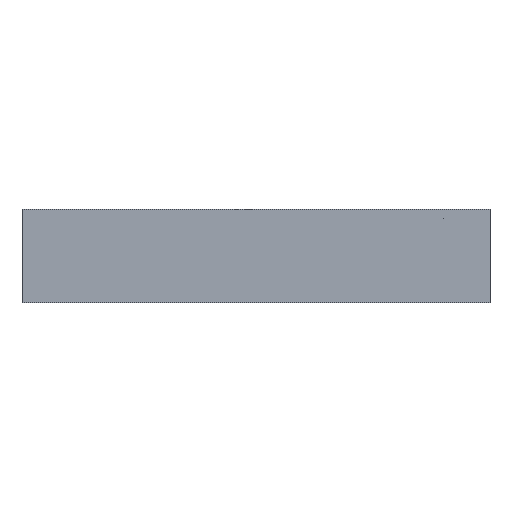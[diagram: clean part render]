
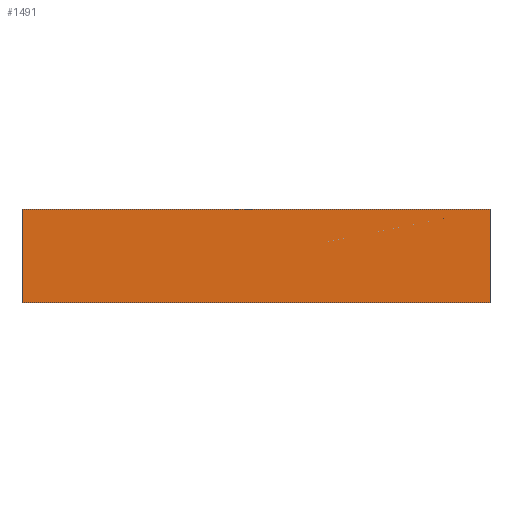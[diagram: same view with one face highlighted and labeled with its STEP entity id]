
A CAD part, front view. The second image highlights one B-rep face of the part: STEP entity #1491.
In plain terms, the highlighted planar face has unit normal (0, -1, 0).
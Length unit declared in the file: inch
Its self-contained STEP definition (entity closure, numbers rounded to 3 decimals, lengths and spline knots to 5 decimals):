
#119=FACE_OUTER_BOUND('',#215,.T.);
#215=EDGE_LOOP('',(#1343,#1344,#1345,#1346));
#319=LINE('',#2154,#515);
#353=LINE('',#2227,#549);
#411=LINE('',#2351,#607);
#412=LINE('',#2352,#608);
#515=VECTOR('',#1761,0.3937);
#549=VECTOR('',#1805,0.3937);
#607=VECTOR('',#1937,0.3937);
#608=VECTOR('',#1938,0.3937);
#681=VERTEX_POINT('',#2150);
#683=VERTEX_POINT('',#2153);
#714=VERTEX_POINT('',#2220);
#717=VERTEX_POINT('',#2225);
#847=EDGE_CURVE('',#683,#681,#319,.T.);
#885=EDGE_CURVE('',#717,#714,#353,.T.);
#947=EDGE_CURVE('',#681,#714,#411,.T.);
#948=EDGE_CURVE('',#683,#717,#412,.T.);
#1343=ORIENTED_EDGE('',*,*,#847,.T.);
#1344=ORIENTED_EDGE('',*,*,#947,.T.);
#1345=ORIENTED_EDGE('',*,*,#885,.F.);
#1346=ORIENTED_EDGE('',*,*,#948,.F.);
#1421=PLANE('',#1589);
#1491=ADVANCED_FACE('',(#119),#1421,.T.);
#1589=AXIS2_PLACEMENT_3D('',#2350,#1935,#1936);
#1761=DIRECTION('',(1.,0.,0.));
#1805=DIRECTION('',(1.,0.,0.));
#1935=DIRECTION('center_axis',(0.,-1.,0.));
#1936=DIRECTION('ref_axis',(1.,0.,0.));
#1937=DIRECTION('',(0.,0.,1.));
#1938=DIRECTION('',(0.,0.,1.));
#2150=CARTESIAN_POINT('',(5.,0.,0.));
#2153=CARTESIAN_POINT('',(0.,0.,0.));
#2154=CARTESIAN_POINT('',(0.,0.,0.));
#2220=CARTESIAN_POINT('',(5.,0.,1.));
#2225=CARTESIAN_POINT('',(0.,0.,1.));
#2227=CARTESIAN_POINT('',(0.,0.,1.));
#2350=CARTESIAN_POINT('Origin',(0.,0.,0.));
#2351=CARTESIAN_POINT('',(5.,0.,0.));
#2352=CARTESIAN_POINT('',(0.,0.,0.));
